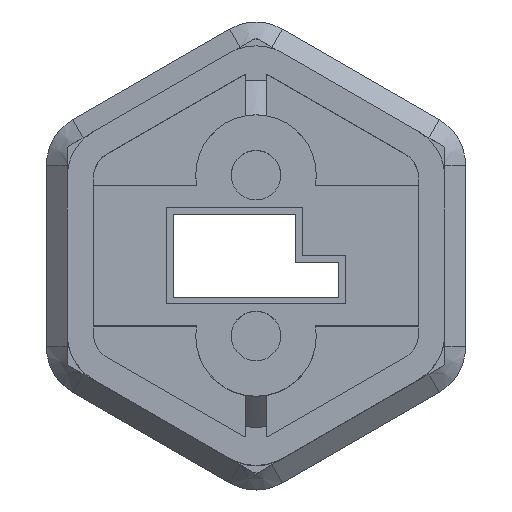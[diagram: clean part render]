
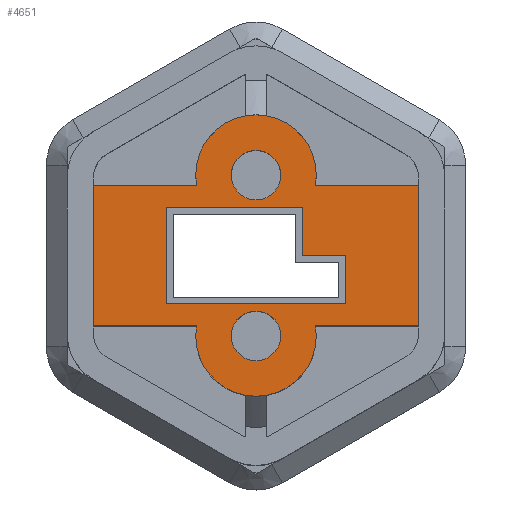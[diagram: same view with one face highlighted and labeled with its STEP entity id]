
A CAD part, top view. The second image highlights one B-rep face of the part: STEP entity #4651.
In plain terms, the highlighted planar face has unit normal (0, 0, 1).
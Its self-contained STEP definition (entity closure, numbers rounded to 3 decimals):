
#339=FACE_BOUND('',#624,.T.);
#340=FACE_BOUND('',#625,.T.);
#341=FACE_BOUND('',#626,.T.);
#354=FACE_OUTER_BOUND('',#623,.T.);
#623=EDGE_LOOP('',(#3116,#3117,#3118,#3119,#3120,#3121,#3122,#3123));
#624=EDGE_LOOP('',(#3124,#3125));
#625=EDGE_LOOP('',(#3126,#3127,#3128,#3129,#3130,#3131));
#626=EDGE_LOOP('',(#3132,#3133));
#907=CIRCLE('',#4941,3.45);
#908=CIRCLE('',#4942,3.45);
#909=CIRCLE('',#4943,1.42);
#910=CIRCLE('',#4944,1.42);
#911=CIRCLE('',#4945,1.42);
#912=CIRCLE('',#4946,1.42);
#990=LINE('',#6473,#1515);
#991=LINE('',#6475,#1516);
#992=LINE('',#6479,#1517);
#993=LINE('',#6481,#1518);
#994=LINE('',#6483,#1519);
#995=LINE('',#6486,#1520);
#996=LINE('',#6493,#1521);
#997=LINE('',#6495,#1522);
#998=LINE('',#6497,#1523);
#999=LINE('',#6499,#1524);
#1000=LINE('',#6501,#1525);
#1001=LINE('',#6502,#1526);
#1515=VECTOR('',#5278,10.);
#1516=VECTOR('',#5279,10.);
#1517=VECTOR('',#5282,10.);
#1518=VECTOR('',#5283,10.);
#1519=VECTOR('',#5284,10.);
#1520=VECTOR('',#5287,10.);
#1521=VECTOR('',#5292,10.);
#1522=VECTOR('',#5293,10.);
#1523=VECTOR('',#5294,10.);
#1524=VECTOR('',#5295,10.);
#1525=VECTOR('',#5296,10.);
#1526=VECTOR('',#5297,10.);
#2040=VERTEX_POINT('',#6471);
#2041=VERTEX_POINT('',#6472);
#2042=VERTEX_POINT('',#6474);
#2043=VERTEX_POINT('',#6476);
#2044=VERTEX_POINT('',#6478);
#2045=VERTEX_POINT('',#6480);
#2046=VERTEX_POINT('',#6482);
#2047=VERTEX_POINT('',#6484);
#2048=VERTEX_POINT('',#6487);
#2049=VERTEX_POINT('',#6488);
#2050=VERTEX_POINT('',#6491);
#2051=VERTEX_POINT('',#6492);
#2052=VERTEX_POINT('',#6494);
#2053=VERTEX_POINT('',#6496);
#2054=VERTEX_POINT('',#6498);
#2055=VERTEX_POINT('',#6500);
#2056=VERTEX_POINT('',#6503);
#2057=VERTEX_POINT('',#6504);
#2451=EDGE_CURVE('',#2040,#2041,#990,.T.);
#2452=EDGE_CURVE('',#2042,#2040,#991,.T.);
#2453=EDGE_CURVE('',#2043,#2042,#907,.T.);
#2454=EDGE_CURVE('',#2044,#2043,#992,.T.);
#2455=EDGE_CURVE('',#2045,#2044,#993,.T.);
#2456=EDGE_CURVE('',#2046,#2045,#994,.T.);
#2457=EDGE_CURVE('',#2047,#2046,#908,.T.);
#2458=EDGE_CURVE('',#2041,#2047,#995,.T.);
#2459=EDGE_CURVE('',#2048,#2049,#909,.T.);
#2460=EDGE_CURVE('',#2049,#2048,#910,.T.);
#2461=EDGE_CURVE('',#2050,#2051,#996,.T.);
#2462=EDGE_CURVE('',#2052,#2050,#997,.T.);
#2463=EDGE_CURVE('',#2053,#2052,#998,.T.);
#2464=EDGE_CURVE('',#2054,#2053,#999,.T.);
#2465=EDGE_CURVE('',#2055,#2054,#1000,.T.);
#2466=EDGE_CURVE('',#2051,#2055,#1001,.T.);
#2467=EDGE_CURVE('',#2056,#2057,#911,.T.);
#2468=EDGE_CURVE('',#2057,#2056,#912,.T.);
#3116=ORIENTED_EDGE('',*,*,#2451,.F.);
#3117=ORIENTED_EDGE('',*,*,#2452,.F.);
#3118=ORIENTED_EDGE('',*,*,#2453,.F.);
#3119=ORIENTED_EDGE('',*,*,#2454,.F.);
#3120=ORIENTED_EDGE('',*,*,#2455,.F.);
#3121=ORIENTED_EDGE('',*,*,#2456,.F.);
#3122=ORIENTED_EDGE('',*,*,#2457,.F.);
#3123=ORIENTED_EDGE('',*,*,#2458,.F.);
#3124=ORIENTED_EDGE('',*,*,#2459,.F.);
#3125=ORIENTED_EDGE('',*,*,#2460,.F.);
#3126=ORIENTED_EDGE('',*,*,#2461,.F.);
#3127=ORIENTED_EDGE('',*,*,#2462,.F.);
#3128=ORIENTED_EDGE('',*,*,#2463,.F.);
#3129=ORIENTED_EDGE('',*,*,#2464,.F.);
#3130=ORIENTED_EDGE('',*,*,#2465,.F.);
#3131=ORIENTED_EDGE('',*,*,#2466,.F.);
#3132=ORIENTED_EDGE('',*,*,#2467,.F.);
#3133=ORIENTED_EDGE('',*,*,#2468,.F.);
#4446=PLANE('',#4940);
#4651=ADVANCED_FACE('',(#354,#339,#340,#341),#4446,.T.);
#4940=AXIS2_PLACEMENT_3D('',#6470,#5276,#5277);
#4941=AXIS2_PLACEMENT_3D('',#6477,#5280,#5281);
#4942=AXIS2_PLACEMENT_3D('',#6485,#5285,#5286);
#4943=AXIS2_PLACEMENT_3D('',#6489,#5288,#5289);
#4944=AXIS2_PLACEMENT_3D('',#6490,#5290,#5291);
#4945=AXIS2_PLACEMENT_3D('',#6505,#5298,#5299);
#4946=AXIS2_PLACEMENT_3D('',#6506,#5300,#5301);
#5276=DIRECTION('center_axis',(0.,0.,1.));
#5277=DIRECTION('ref_axis',(1.,0.,0.));
#5278=DIRECTION('',(0.,1.,0.));
#5279=DIRECTION('',(-1.,0.,0.));
#5280=DIRECTION('center_axis',(0.,0.,-1.));
#5281=DIRECTION('ref_axis',(1.,0.,0.));
#5282=DIRECTION('',(-1.,0.,0.));
#5283=DIRECTION('',(0.,-1.,0.));
#5284=DIRECTION('',(1.,0.,0.));
#5285=DIRECTION('center_axis',(0.,0.,-1.));
#5286=DIRECTION('ref_axis',(-1.,0.,0.));
#5287=DIRECTION('',(1.,0.,0.));
#5288=DIRECTION('center_axis',(0.,0.,1.));
#5289=DIRECTION('ref_axis',(1.,0.,0.));
#5290=DIRECTION('center_axis',(0.,0.,1.));
#5291=DIRECTION('ref_axis',(1.,0.,0.));
#5292=DIRECTION('',(-1.,0.,0.));
#5293=DIRECTION('',(0.,1.,0.));
#5294=DIRECTION('',(-1.,0.,0.));
#5295=DIRECTION('',(0.,1.,0.));
#5296=DIRECTION('',(1.,0.,0.));
#5297=DIRECTION('',(0.,-1.,0.));
#5298=DIRECTION('center_axis',(0.,0.,1.));
#5299=DIRECTION('ref_axis',(1.,0.,0.));
#5300=DIRECTION('center_axis',(0.,0.,1.));
#5301=DIRECTION('ref_axis',(1.,0.,0.));
#6470=CARTESIAN_POINT('Origin',(0.,0.,
15.5));
#6471=CARTESIAN_POINT('',(-9.3,-4.025,15.5));
#6472=CARTESIAN_POINT('',(-9.3,4.025,15.5));
#6473=CARTESIAN_POINT('',(-9.3,2.013,15.5));
#6474=CARTESIAN_POINT('',(-3.402,-4.025,15.5));
#6475=CARTESIAN_POINT('',(2.4,-4.025,15.5));
#6476=CARTESIAN_POINT('',(3.402,-4.025,15.5));
#6477=CARTESIAN_POINT('Origin',(0.,-4.6,15.5));
#6478=CARTESIAN_POINT('',(9.3,-4.025,15.5));
#6479=CARTESIAN_POINT('',(2.4,-4.025,15.5));
#6480=CARTESIAN_POINT('',(9.3,4.025,15.5));
#6481=CARTESIAN_POINT('',(9.3,-2.012,15.5));
#6482=CARTESIAN_POINT('',(3.402,4.025,15.5));
#6483=CARTESIAN_POINT('',(-2.4,4.025,15.5));
#6484=CARTESIAN_POINT('',(-3.402,4.025,15.5));
#6485=CARTESIAN_POINT('Origin',(0.,4.6,15.5));
#6486=CARTESIAN_POINT('',(-2.4,4.025,15.5));
#6487=CARTESIAN_POINT('',(1.42,4.6,15.5));
#6488=CARTESIAN_POINT('',(-1.42,4.6,15.5));
#6489=CARTESIAN_POINT('Origin',(0.,4.6,15.5));
#6490=CARTESIAN_POINT('Origin',(0.,4.6,15.5));
#6491=CARTESIAN_POINT('',(2.65,2.75,15.5));
#6492=CARTESIAN_POINT('',(-5.15,2.75,15.5));
#6493=CARTESIAN_POINT('',(1.325,2.75,15.5));
#6494=CARTESIAN_POINT('',(2.65,0.,15.5));
#6495=CARTESIAN_POINT('',(2.65,0.,15.5));
#6496=CARTESIAN_POINT('',(5.15,0.,15.5));
#6497=CARTESIAN_POINT('',(2.575,0.,15.5));
#6498=CARTESIAN_POINT('',(5.15,-2.75,15.5));
#6499=CARTESIAN_POINT('',(5.15,-1.375,15.5));
#6500=CARTESIAN_POINT('',(-5.15,-2.75,15.5));
#6501=CARTESIAN_POINT('',(-2.575,-2.75,15.5));
#6502=CARTESIAN_POINT('',(-5.15,1.375,15.5));
#6503=CARTESIAN_POINT('',(1.42,-4.6,15.5));
#6504=CARTESIAN_POINT('',(-1.42,-4.6,15.5));
#6505=CARTESIAN_POINT('Origin',(0.,-4.6,15.5));
#6506=CARTESIAN_POINT('Origin',(0.,-4.6,15.5));
